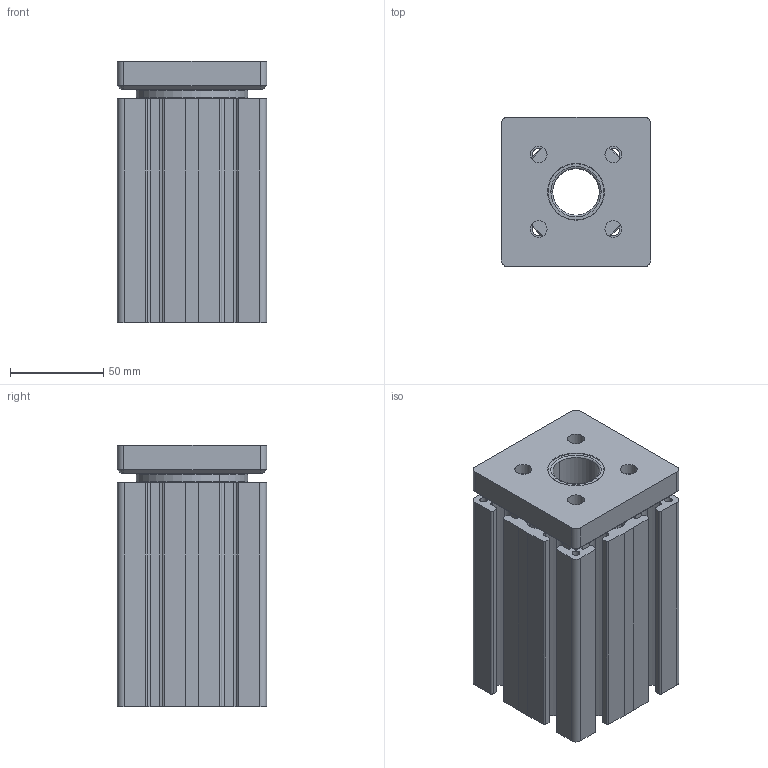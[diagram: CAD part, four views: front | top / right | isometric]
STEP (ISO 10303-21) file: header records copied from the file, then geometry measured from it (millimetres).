
FILE_DESCRIPTION((''),'2;1');
FILE_NAME('SA5210S.stp','2009-08-17T12:23:51',(''),(''),'Mechanical Desktop 2007','Mechanical Desktop 2007',', , ');
FILE_SCHEMA(('CONFIG_CONTROL_DESIGN'));
Length unit declared in the file: millimetre
Products named in the file (2): SA5210SA; SA5210S
Assembly tree (1 placements, depth 2):
  SA5210SA
    SA5210S
Bounding box: 80 x 80 x 140 mm (x, y, z)
Volume: 501913.7 mm3; surface area: 195784.1 mm2
Topology: 5 solids, 5 shells, 346 faces, 959 edges, 633 vertices
Faces by surface type: cylinder 214, plane 84, cone 18, bspline 16, torus 14
Entity records: 11650 total; most frequent: CARTESIAN_POINT 2207, DIRECTION 2126, ORIENTED_EDGE 1894, EDGE_CURVE 947, AXIS2_PLACEMENT_3D 847, VERTEX_POINT 633, CIRCLE 515, VECTOR 432
